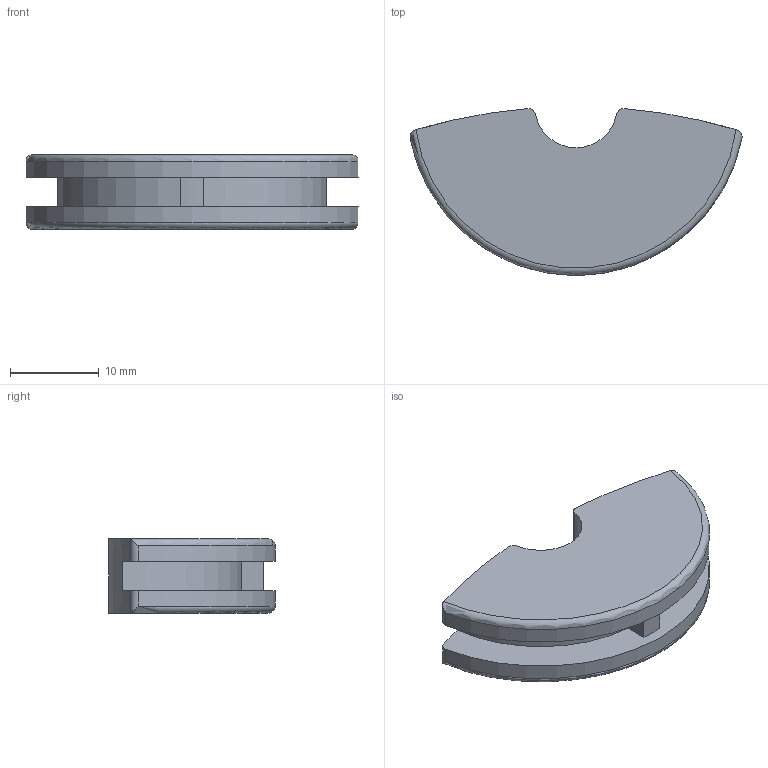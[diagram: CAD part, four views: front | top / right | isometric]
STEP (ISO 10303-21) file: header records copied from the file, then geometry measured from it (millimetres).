
FILE_DESCRIPTION(('STEP AP214'),'1');
FILE_NAME('flyer_Brace_Small_vr3.stp','2016-12-03T15:42:42',('GAnson'),('None'),'Spatial InterOp 3D','Cimatron E 12.0',' ');
FILE_SCHEMA(('automotive_design'));
Length unit declared in the file: inch
Products named in the file (1): 1
Bounding box: 37.46 x 18.82 x 8.38 mm (x, y, z)
Volume: 3576.7 mm3; surface area: 2090.6 mm2
Topology: 1 solids, 1 shells, 22 faces, 60 edges, 40 vertices
Faces by surface type: cylinder 14, plane 6, torus 2
Entity records: 1295 total; most frequent: CARTESIAN_POINT 208, DIRECTION 130, ORIENTED_EDGE 120, STYLED_ITEM 84, PRESENTATION_STYLE_ASSIGNMENT 84, COLOUR_RGB 84, CURVE_STYLE 61, DRAUGHTING_PRE_DEFINED_CURVE_FONT 61
